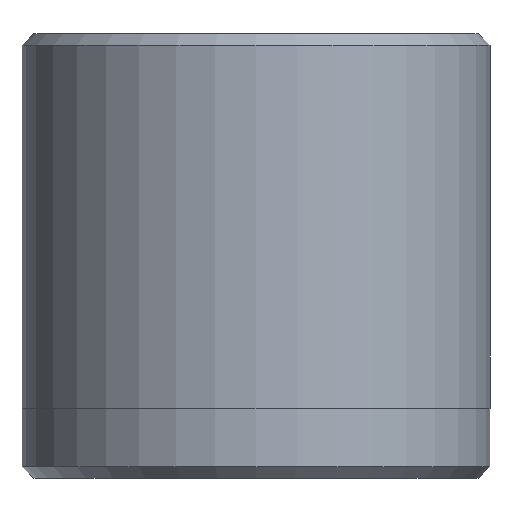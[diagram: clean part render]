
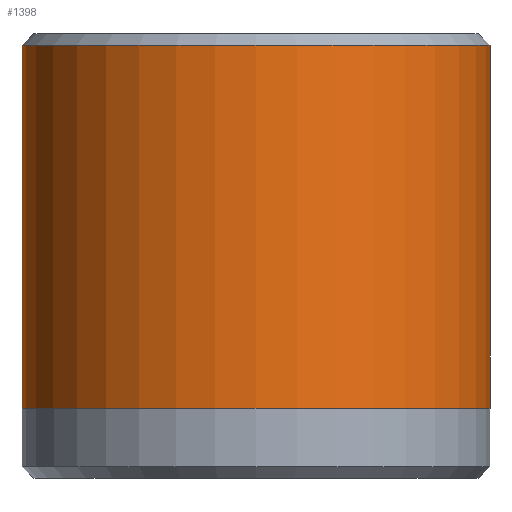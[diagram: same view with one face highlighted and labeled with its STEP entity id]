
A CAD part, front view. The second image highlights one B-rep face of the part: STEP entity #1398.
In plain terms, the highlighted cylindrical face has radius 10 mm (diameter 20 mm), a partial arc.
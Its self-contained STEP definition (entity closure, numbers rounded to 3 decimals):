
#6 = FACE_OUTER_BOUND ( 'NONE', #524, .T. ) ;
#7 = VECTOR ( 'NONE', #359, 1000. ) ;
#86 = CARTESIAN_POINT ( 'NONE',  ( -10., 0., 19. ) ) ;
#97 = LINE ( 'NONE', #86, #7 ) ;
#101 = DIRECTION ( 'NONE',  ( 1., 0., 0. ) ) ;
#149 = AXIS2_PLACEMENT_3D ( 'NONE', #930, #1048, #1171 ) ;
#160 = AXIS2_PLACEMENT_3D ( 'NONE', #1532, #877, #101 ) ;
#178 = ORIENTED_EDGE ( 'NONE', *, *, #799, .F. ) ;
#296 = ORIENTED_EDGE ( 'NONE', *, *, #652, .F. ) ;
#359 = DIRECTION ( 'NONE',  ( 0., 0., -1. ) ) ;
#384 = CARTESIAN_POINT ( 'NONE',  ( -10., 0., 18.5 ) ) ;
#398 = CARTESIAN_POINT ( 'NONE',  ( -10., 0., 3. ) ) ;
#406 = ORIENTED_EDGE ( 'NONE', *, *, #712, .T. ) ;
#428 = VECTOR ( 'NONE', #746, 1000. ) ;
#445 = ORIENTED_EDGE ( 'NONE', *, *, #683, .T. ) ;
#474 = VERTEX_POINT ( 'NONE', #1340 ) ;
#524 = EDGE_LOOP ( 'NONE', ( #296, #406, #445, #178 ) ) ;
#551 = DIRECTION ( 'NONE',  ( 0., 0., -1. ) ) ;
#652 = EDGE_CURVE ( 'NONE', #474, #711, #1064, .T. ) ;
#683 = EDGE_CURVE ( 'NONE', #825, #852, #97, .T. ) ;
#685 = CIRCLE ( 'NONE', #773, 10. ) ;
#711 = VERTEX_POINT ( 'NONE', #1227 ) ;
#712 = EDGE_CURVE ( 'NONE', #474, #825, #719, .T. ) ;
#719 = CIRCLE ( 'NONE', #160, 10. ) ;
#746 = DIRECTION ( 'NONE',  ( 0., 0., -1. ) ) ;
#773 = AXIS2_PLACEMENT_3D ( 'NONE', #1252, #551, #1352 ) ;
#799 = EDGE_CURVE ( 'NONE', #711, #852, #685, .T. ) ;
#825 = VERTEX_POINT ( 'NONE', #384 ) ;
#852 = VERTEX_POINT ( 'NONE', #398 ) ;
#877 = DIRECTION ( 'NONE',  ( 0., 0., -1. ) ) ;
#930 = CARTESIAN_POINT ( 'NONE',  ( 0., 0., 19. ) ) ;
#1048 = DIRECTION ( 'NONE',  ( 0., 0., -1. ) ) ;
#1064 = LINE ( 'NONE', #1523, #428 ) ;
#1171 = DIRECTION ( 'NONE',  ( -1., 0., 0. ) ) ;
#1227 = CARTESIAN_POINT ( 'NONE',  ( 10., 0., 3. ) ) ;
#1252 = CARTESIAN_POINT ( 'NONE',  ( 0., 0., 3. ) ) ;
#1340 = CARTESIAN_POINT ( 'NONE',  ( 10., 0., 18.5 ) ) ;
#1352 = DIRECTION ( 'NONE',  ( -1., 0., 0. ) ) ;
#1398 = ADVANCED_FACE ( 'NONE', ( #6 ), #1539, .T. ) ;
#1523 = CARTESIAN_POINT ( 'NONE',  ( 10., 0., 19. ) ) ;
#1532 = CARTESIAN_POINT ( 'NONE',  ( 0., 0., 18.5 ) ) ;
#1539 = CYLINDRICAL_SURFACE ( 'NONE', #149, 10. ) ;
